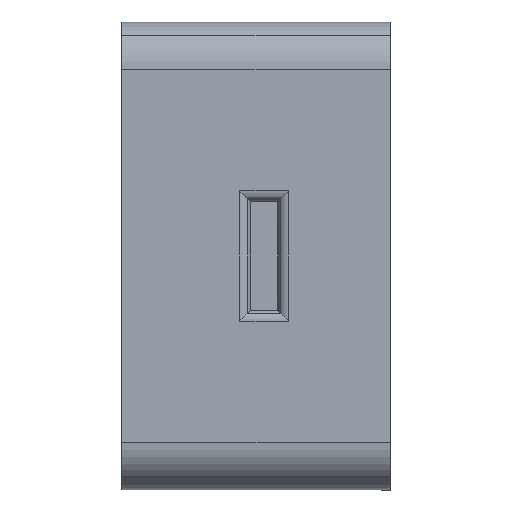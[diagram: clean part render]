
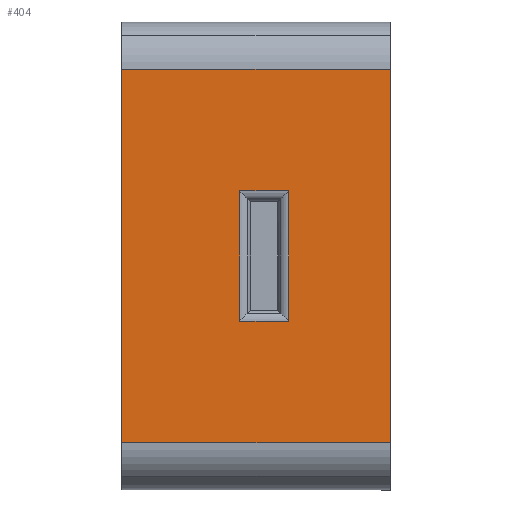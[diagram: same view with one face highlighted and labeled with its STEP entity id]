
A CAD part, left-side view. The second image highlights one B-rep face of the part: STEP entity #404.
In plain terms, the highlighted planar face has unit normal (-1, 0, 0).
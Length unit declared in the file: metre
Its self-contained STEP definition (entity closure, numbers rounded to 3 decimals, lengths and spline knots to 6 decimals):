
#404=ADVANCED_FACE('9:1700',(#1139,#1140),#1141,.T.);
#1139=FACE_OUTER_BOUND('',#2436,.T.);
#1140=FACE_BOUND('',#2437,.T.);
#1141=PLANE('',#2438);
#2436=EDGE_LOOP('',(#5163,#5164,#5165,#5166));
#2437=EDGE_LOOP('',(#5167,#5168,#5169,#5170));
#2438=AXIS2_PLACEMENT_3D('',#5171,#5172,#5173);
#5163=ORIENTED_EDGE('',*,*,#5322,.F.);
#5164=ORIENTED_EDGE('',*,*,#5787,.T.);
#5165=ORIENTED_EDGE('',*,*,#6161,.F.);
#5166=ORIENTED_EDGE('',*,*,#6162,.T.);
#5167=ORIENTED_EDGE('',*,*,#6133,.T.);
#5168=ORIENTED_EDGE('',*,*,#5354,.F.);
#5169=ORIENTED_EDGE('',*,*,#5358,.F.);
#5170=ORIENTED_EDGE('',*,*,#5361,.F.);
#5171=CARTESIAN_POINT('',(-0.01923,0.039064,0.021274));
#5172=DIRECTION('',(-1.0,0.,0.));
#5173=DIRECTION('',(0.,0.,-1.0));
#5322=EDGE_CURVE('1:585',#6227,#6229,#6230,.T.);
#5354=EDGE_CURVE('3:15350',#6290,#6292,#6293,.T.);
#5358=EDGE_CURVE('3:15164',#6297,#6290,#6299,.T.);
#5361=EDGE_CURVE('3:15409',#6301,#6297,#6303,.T.);
#5787=EDGE_CURVE('1:229',#6227,#7065,#7067,.T.);
#6133=EDGE_CURVE('3:13601',#6301,#6292,#7580,.T.);
#6161=EDGE_CURVE('1:549',#7610,#7065,#7612,.T.);
#6162=EDGE_CURVE('1:226',#7610,#6229,#7613,.F.);
#6227=VERTEX_POINT('',#7665);
#6229=VERTEX_POINT('',#7667);
#6230=LINE('',#7668,#7669);
#6290=VERTEX_POINT('',#7744);
#6292=VERTEX_POINT('',#7746);
#6293=LINE('',#7747,#7748);
#6297=VERTEX_POINT('',#7753);
#6299=LINE('',#7755,#7756);
#6301=VERTEX_POINT('',#7759);
#6303=LINE('',#7761,#7762);
#7065=VERTEX_POINT('',#8901);
#7067=LINE('',#8903,#8904);
#7580=LINE('',#9759,#9760);
#7610=VERTEX_POINT('',#9813);
#7612=LINE('',#9815,#9816);
#7613=LINE('',#9817,#9818);
#7665=CARTESIAN_POINT('',(-0.01923,0.039064,0.048774));
#7667=CARTESIAN_POINT('',(-0.01923,-0.000536,0.048774));
#7668=CARTESIAN_POINT('',(-0.01923,0.039064,0.048774));
#7669=VECTOR('',#9872,1.0);
#7744=CARTESIAN_POINT('',(-0.01923,0.021664,0.011674));
#7746=CARTESIAN_POINT('',(-0.01923,0.014464,0.011674));
#7747=CARTESIAN_POINT('',(-0.01923,0.029564,0.011674));
#7748=VECTOR('',#9936,1.0);
#7753=CARTESIAN_POINT('',(-0.01923,0.021664,0.030874));
#7755=CARTESIAN_POINT('',(-0.01923,0.021664,0.021274));
#7756=VECTOR('',#9944,1.0);
#7759=CARTESIAN_POINT('',(-0.01923,0.014464,0.030874));
#7761=CARTESIAN_POINT('',(-0.01923,0.029564,0.030874));
#7762=VECTOR('',#9949,1.0);
#8901=CARTESIAN_POINT('',(-0.01923,0.039064,-0.006226));
#8903=CARTESIAN_POINT('',(-0.01923,0.039064,0.028467));
#8904=VECTOR('',#10735,1.0);
#9759=CARTESIAN_POINT('',(-0.01923,0.014464,0.021274));
#9760=VECTOR('',#11123,1.0);
#9813=CARTESIAN_POINT('',(-0.01923,-0.000536,-0.006226));
#9815=CARTESIAN_POINT('',(-0.01923,0.039064,-0.006226));
#9816=VECTOR('',#11159,1.0);
#9817=CARTESIAN_POINT('',(-0.01923,-0.000536,0.021274));
#9818=VECTOR('',#11160,1.0);
#9872=DIRECTION('',(0.,-1.0,0.));
#9936=DIRECTION('',(0.,-1.0,0.));
#9944=DIRECTION('',(0.,0.,-1.0));
#9949=DIRECTION('',(0.,1.0,0.));
#10735=DIRECTION('',(0.,0.,-1.0));
#11123=DIRECTION('',(0.,0.,-1.0));
#11159=DIRECTION('',(0.0,1.0,0.));
#11160=DIRECTION('',(0.,0.,-1.0));
